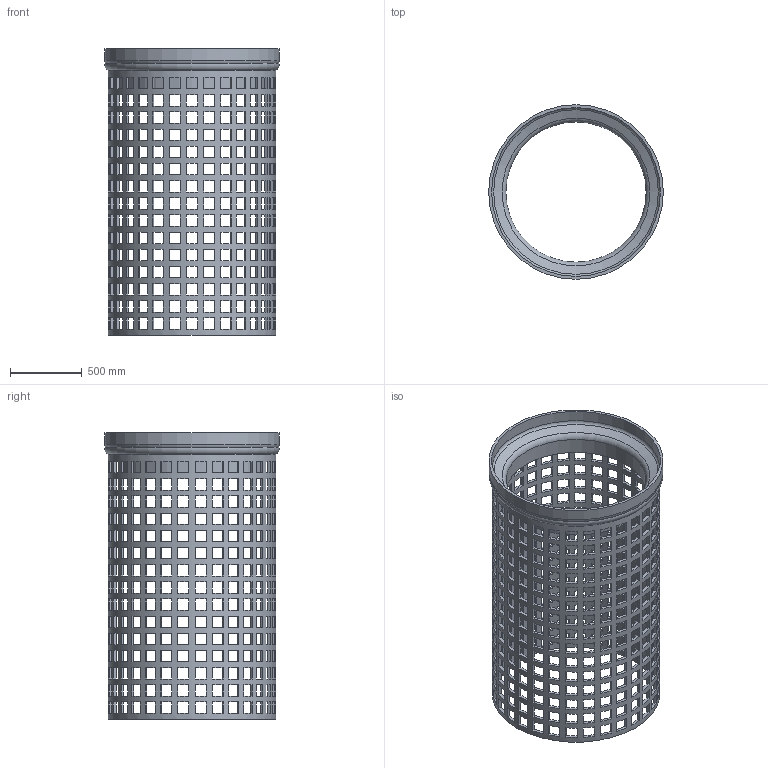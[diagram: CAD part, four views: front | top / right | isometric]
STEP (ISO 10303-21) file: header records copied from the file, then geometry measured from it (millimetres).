
FILE_DESCRIPTION(/* description */ (''),/* implementation_level */ '2;1');
FILE_NAME(/* name */ '16195.070X_3D.stp',/* time_stamp */ '2024-12-12T06:56:35+01:00',/* author */ ('CAD'),/* organization */ (''),/* preprocessor_version */ 'ST-DEVELOPER v20',/* originating_system */ 'AutoCAD Mechanical',/* authorisation */ '');
FILE_SCHEMA (('AUTOMOTIVE_DESIGN { 1 0 10303 214 3 1 1 }'));
Length unit declared in the file: centimetre
Products named in the file (1): Product
Bounding box: 1220 x 1220 x 2000 mm (x, y, z)
Volume: 103017089 mm3; surface area: 13666032.2 mm2
Topology: 3 solids, 3 shells, 1819 faces, 5444 edges, 3629 vertices
Faces by surface type: plane 1804, cylinder 7, torus 6, cone 2
Full cylindrical faces by diameter (mm): 980 x1, 1020 x1, 1130 x1, 1170 x2, 1180 x1, 1220 x1
Entity records: 63605 total; most frequent: DIRECTION 10919, CARTESIAN_POINT 10893, ORIENTED_EDGE 10888, EDGE_CURVE 5444, AXIS2_PLACEMENT_3D 3655, VERTEX_POINT 3629, LINE 3609, VECTOR 3609
